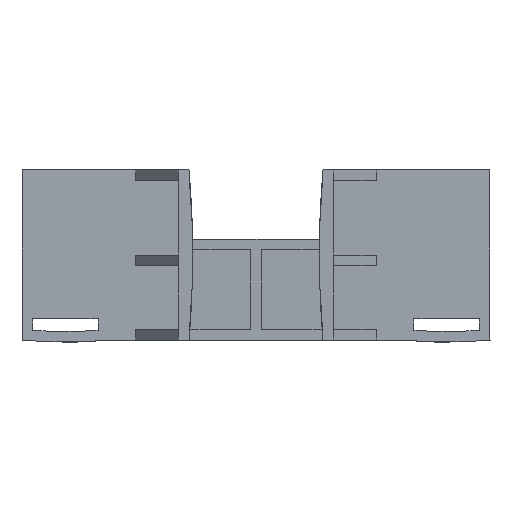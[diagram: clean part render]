
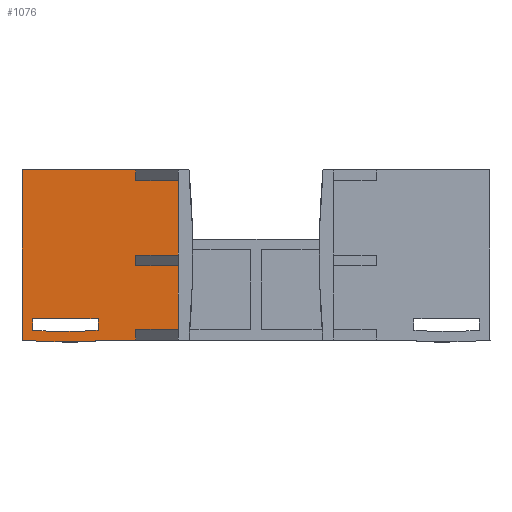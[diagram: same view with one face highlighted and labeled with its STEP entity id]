
A CAD part, left-side view. The second image highlights one B-rep face of the part: STEP entity #1076.
In plain terms, the highlighted planar face has unit normal (-1, 0, 0).
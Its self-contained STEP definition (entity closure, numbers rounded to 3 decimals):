
#943=AXIS2_PLACEMENT_3D('Plane Axis2P3D',#940,#941,#942) ;
#1017=AXIS2_PLACEMENT_3D('Circle Axis2P3D',#1015,#1016,$) ;
#1053=AXIS2_PLACEMENT_3D('Circle Axis2P3D',#1051,#1052,$) ;
#897=CARTESIAN_POINT('Line Origine',(5.,44.,8.2)) ;
#901=CARTESIAN_POINT('Vertex',(5.,44.,0.2)) ;
#903=CARTESIAN_POINT('Vertex',(5.,44.,16.2)) ;
#940=CARTESIAN_POINT('Axis2P3D Location',(5.,22.,9.7)) ;
#945=CARTESIAN_POINT('Line Origine',(5.,33.3,0.7)) ;
#949=CARTESIAN_POINT('Vertex',(5.,33.3,0.2)) ;
#951=CARTESIAN_POINT('Vertex',(5.,33.3,1.2)) ;
#954=CARTESIAN_POINT('Line Origine',(5.,31.3,1.2)) ;
#958=CARTESIAN_POINT('Vertex',(5.,29.3,1.2)) ;
#961=CARTESIAN_POINT('Line Origine',(5.,29.3,4.2)) ;
#965=CARTESIAN_POINT('Vertex',(5.,29.3,7.2)) ;
#968=CARTESIAN_POINT('Line Origine',(5.,31.3,7.2)) ;
#972=CARTESIAN_POINT('Vertex',(5.,33.3,7.2)) ;
#975=CARTESIAN_POINT('Line Origine',(5.,33.3,7.7)) ;
#979=CARTESIAN_POINT('Vertex',(5.,33.3,8.2)) ;
#982=CARTESIAN_POINT('Line Origine',(5.,31.3,8.2)) ;
#986=CARTESIAN_POINT('Vertex',(5.,29.3,8.2)) ;
#989=CARTESIAN_POINT('Line Origine',(5.,29.3,11.7)) ;
#993=CARTESIAN_POINT('Vertex',(5.,29.3,15.2)) ;
#996=CARTESIAN_POINT('Line Origine',(5.,31.3,15.2)) ;
#1000=CARTESIAN_POINT('Vertex',(5.,33.3,15.2)) ;
#1003=CARTESIAN_POINT('Line Origine',(5.,33.3,15.7)) ;
#1007=CARTESIAN_POINT('Vertex',(5.,33.3,16.2)) ;
#1010=CARTESIAN_POINT('Line Origine',(5.,38.65,16.2)) ;
#1015=CARTESIAN_POINT('Axis2P3D Location',(5.,39.925,41.614)) ;
#1019=CARTESIAN_POINT('Vertex',(5.,35.85,0.2)) ;
#1022=CARTESIAN_POINT('Line Origine',(5.,34.575,0.2)) ;
#1042=CARTESIAN_POINT('Line Origine',(5.,36.85,1.658)) ;
#1046=CARTESIAN_POINT('Vertex',(5.,36.85,2.2)) ;
#1048=CARTESIAN_POINT('Vertex',(5.,36.85,1.117)) ;
#1051=CARTESIAN_POINT('Axis2P3D Location',(5.,39.925,41.614)) ;
#1055=CARTESIAN_POINT('Vertex',(5.,43.,1.117)) ;
#1058=CARTESIAN_POINT('Line Origine',(5.,43.,1.658)) ;
#1062=CARTESIAN_POINT('Vertex',(5.,43.,2.2)) ;
#1065=CARTESIAN_POINT('Line Origine',(5.,39.925,2.2)) ;
#898=DIRECTION('Vector Direction',(0.,0.,-1.)) ;
#941=DIRECTION('Axis2P3D Direction',(1.,0.,0.)) ;
#942=DIRECTION('Axis2P3D XDirection',(0.,1.,0.)) ;
#946=DIRECTION('Vector Direction',(0.,0.,1.)) ;
#955=DIRECTION('Vector Direction',(0.,-1.,0.)) ;
#962=DIRECTION('Vector Direction',(0.,0.,1.)) ;
#969=DIRECTION('Vector Direction',(0.,-1.,0.)) ;
#976=DIRECTION('Vector Direction',(0.,0.,1.)) ;
#983=DIRECTION('Vector Direction',(0.,-1.,0.)) ;
#990=DIRECTION('Vector Direction',(0.,0.,1.)) ;
#997=DIRECTION('Vector Direction',(0.,-1.,0.)) ;
#1004=DIRECTION('Vector Direction',(0.,0.,1.)) ;
#1011=DIRECTION('Vector Direction',(0.,1.,0.)) ;
#1016=DIRECTION('Axis2P3D Direction',(1.,0.,0.)) ;
#1023=DIRECTION('Vector Direction',(0.,-1.,0.)) ;
#1043=DIRECTION('Vector Direction',(0.,0.,-1.)) ;
#1052=DIRECTION('Axis2P3D Direction',(1.,0.,0.)) ;
#1059=DIRECTION('Vector Direction',(0.,0.,1.)) ;
#1066=DIRECTION('Vector Direction',(0.,1.,0.)) ;
#899=VECTOR('Line Direction',#898,1.) ;
#947=VECTOR('Line Direction',#946,1.) ;
#956=VECTOR('Line Direction',#955,1.) ;
#963=VECTOR('Line Direction',#962,1.) ;
#970=VECTOR('Line Direction',#969,1.) ;
#977=VECTOR('Line Direction',#976,1.) ;
#984=VECTOR('Line Direction',#983,1.) ;
#991=VECTOR('Line Direction',#990,1.) ;
#998=VECTOR('Line Direction',#997,1.) ;
#1005=VECTOR('Line Direction',#1004,1.) ;
#1012=VECTOR('Line Direction',#1011,1.) ;
#1024=VECTOR('Line Direction',#1023,1.) ;
#1044=VECTOR('Line Direction',#1043,1.) ;
#1060=VECTOR('Line Direction',#1059,1.) ;
#1067=VECTOR('Line Direction',#1066,1.) ;
#1028=ORIENTED_EDGE('',*,*,#953,.T.) ;
#1029=ORIENTED_EDGE('',*,*,#960,.F.) ;
#1030=ORIENTED_EDGE('',*,*,#967,.T.) ;
#1031=ORIENTED_EDGE('',*,*,#974,.T.) ;
#1032=ORIENTED_EDGE('',*,*,#981,.T.) ;
#1033=ORIENTED_EDGE('',*,*,#988,.F.) ;
#1034=ORIENTED_EDGE('',*,*,#995,.T.) ;
#1035=ORIENTED_EDGE('',*,*,#1002,.T.) ;
#1036=ORIENTED_EDGE('',*,*,#1009,.T.) ;
#1037=ORIENTED_EDGE('',*,*,#1014,.F.) ;
#1038=ORIENTED_EDGE('',*,*,#905,.F.) ;
#1039=ORIENTED_EDGE('',*,*,#1021,.F.) ;
#1040=ORIENTED_EDGE('',*,*,#1026,.F.) ;
#1071=ORIENTED_EDGE('',*,*,#1050,.T.) ;
#1072=ORIENTED_EDGE('',*,*,#1057,.T.) ;
#1073=ORIENTED_EDGE('',*,*,#1064,.T.) ;
#1074=ORIENTED_EDGE('',*,*,#1069,.F.) ;
#1075=FACE_BOUND('',#1070,.T.) ;
#1076=ADVANCED_FACE('51426_TS_35_PT6.1\\51035_TSAR_PT6_FEDERUNG_V3.1\\Basisblock (04-09-2009)',(#1041,#1075),#944,.F.) ;
#1018=CIRCLE('generated circle',#1017,41.614) ;
#1054=CIRCLE('generated circle',#1053,40.614) ;
#905=EDGE_CURVE('',#902,#904,#900,.F.) ;
#953=EDGE_CURVE('',#950,#952,#948,.T.) ;
#960=EDGE_CURVE('',#959,#952,#957,.F.) ;
#967=EDGE_CURVE('',#959,#966,#964,.T.) ;
#974=EDGE_CURVE('',#966,#973,#971,.F.) ;
#981=EDGE_CURVE('',#973,#980,#978,.T.) ;
#988=EDGE_CURVE('',#987,#980,#985,.F.) ;
#995=EDGE_CURVE('',#987,#994,#992,.T.) ;
#1002=EDGE_CURVE('',#994,#1001,#999,.F.) ;
#1009=EDGE_CURVE('',#1001,#1008,#1006,.T.) ;
#1014=EDGE_CURVE('',#904,#1008,#1013,.F.) ;
#1021=EDGE_CURVE('',#1020,#902,#1018,.T.) ;
#1026=EDGE_CURVE('',#950,#1020,#1025,.F.) ;
#1050=EDGE_CURVE('',#1047,#1049,#1045,.T.) ;
#1057=EDGE_CURVE('',#1049,#1056,#1054,.T.) ;
#1064=EDGE_CURVE('',#1056,#1063,#1061,.T.) ;
#1069=EDGE_CURVE('',#1047,#1063,#1068,.T.) ;
#1027=EDGE_LOOP('',(#1028,#1029,#1030,#1031,#1032,#1033,#1034,#1035,#1036,#1037,#1038,#1039,#1040)) ;
#1070=EDGE_LOOP('',(#1071,#1072,#1073,#1074)) ;
#1041=FACE_OUTER_BOUND('',#1027,.T.) ;
#900=LINE('Line',#897,#899) ;
#948=LINE('Line',#945,#947) ;
#957=LINE('Line',#954,#956) ;
#964=LINE('Line',#961,#963) ;
#971=LINE('Line',#968,#970) ;
#978=LINE('Line',#975,#977) ;
#985=LINE('Line',#982,#984) ;
#992=LINE('Line',#989,#991) ;
#999=LINE('Line',#996,#998) ;
#1006=LINE('Line',#1003,#1005) ;
#1013=LINE('Line',#1010,#1012) ;
#1025=LINE('Line',#1022,#1024) ;
#1045=LINE('Line',#1042,#1044) ;
#1061=LINE('Line',#1058,#1060) ;
#1068=LINE('Line',#1065,#1067) ;
#944=PLANE('',#943) ;
#902=VERTEX_POINT('',#901) ;
#904=VERTEX_POINT('',#903) ;
#950=VERTEX_POINT('',#949) ;
#952=VERTEX_POINT('',#951) ;
#959=VERTEX_POINT('',#958) ;
#966=VERTEX_POINT('',#965) ;
#973=VERTEX_POINT('',#972) ;
#980=VERTEX_POINT('',#979) ;
#987=VERTEX_POINT('',#986) ;
#994=VERTEX_POINT('',#993) ;
#1001=VERTEX_POINT('',#1000) ;
#1008=VERTEX_POINT('',#1007) ;
#1020=VERTEX_POINT('',#1019) ;
#1047=VERTEX_POINT('',#1046) ;
#1049=VERTEX_POINT('',#1048) ;
#1056=VERTEX_POINT('',#1055) ;
#1063=VERTEX_POINT('',#1062) ;
